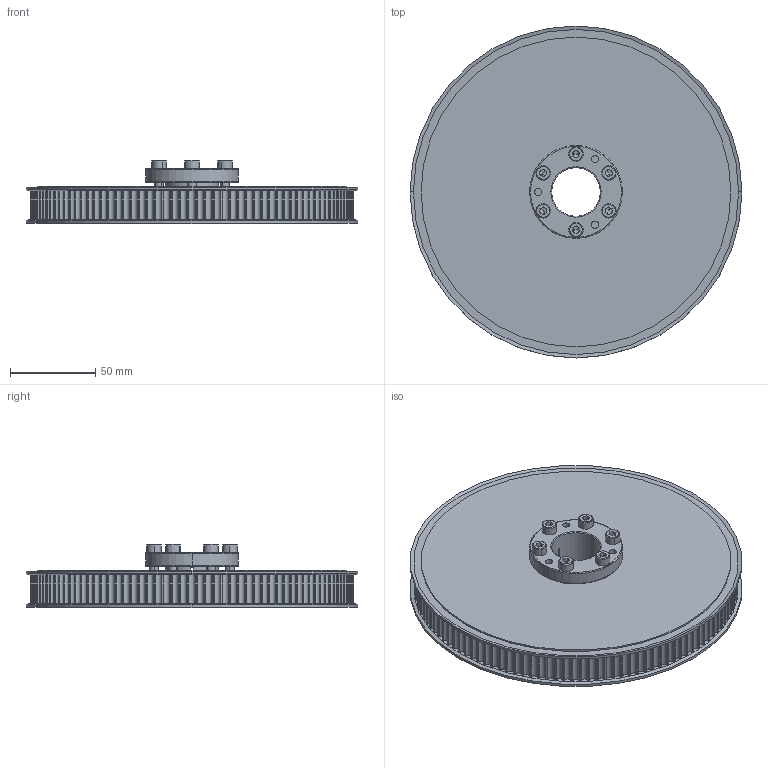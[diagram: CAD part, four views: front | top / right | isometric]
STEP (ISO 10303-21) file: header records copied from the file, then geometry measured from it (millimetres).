
FILE_DESCRIPTION (( 'STEP AP203' ), '1' );
FILE_NAME ('A120-5M15-SPBO-1125.step', '2023-08-24T18:49:30', ( '' ), ( '' ), 'SwSTEP 2.0', 'SolidWorks 2021', '' );
FILE_SCHEMA (( 'CONFIG_CONTROL_DESIGN' ));
Length unit declared in the file: millimetre
Products named in the file (1): A120-5M15-SPBO-1125
Bounding box: 195 x 195 x 37.5 mm (x, y, z)
Volume: 612084.1 mm3; surface area: 107206.2 mm2
Topology: 10 solids, 10 shells, 849 faces, 2371 edges, 1544 vertices
Faces by surface type: cylinder 671, plane 116, cone 50, torus 12
Entity records: 28094 total; most frequent: DIRECTION 5493, CARTESIAN_POINT 4829, ORIENTED_EDGE 4718, EDGE_CURVE 2359, AXIS2_PLACEMENT_3D 2300, VERTEX_POINT 1544, CIRCLE 1450, EDGE_LOOP 901
